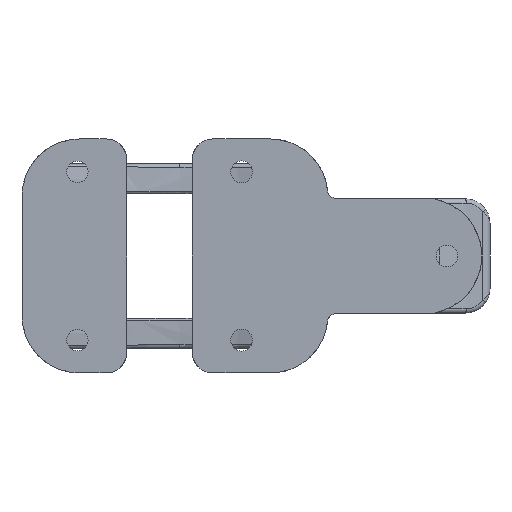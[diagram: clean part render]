
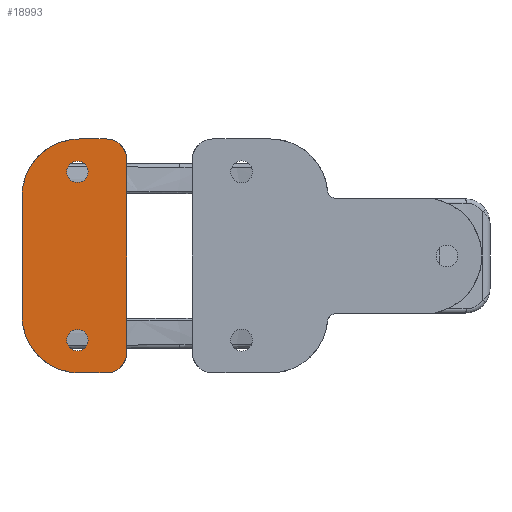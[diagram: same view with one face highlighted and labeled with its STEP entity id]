
A CAD part, front view. The second image highlights one B-rep face of the part: STEP entity #18993.
In plain terms, the highlighted planar face has unit normal (0, -1, 0).
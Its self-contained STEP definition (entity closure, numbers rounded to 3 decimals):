
#4581 = AXIS2_PLACEMENT_3D ( 'NONE', #5574, #5581, #5582 ) ;
#4588 = AXIS2_PLACEMENT_3D ( 'NONE', #5617, #5621, #5622 ) ;
#4591 = AXIS2_PLACEMENT_3D ( 'NONE', #5647, #5654, #5655 ) ;
#4617 = AXIS2_PLACEMENT_3D ( 'NONE', #5924, #5925, #5926 ) ;
#4625 = VECTOR ( 'NONE', #5897, 1000. ) ;
#4629 = VECTOR ( 'NONE', #5909, 1000. ) ;
#4630 = AXIS2_PLACEMENT_3D ( 'NONE', #5879, #5922, #5923 ) ;
#4634 = AXIS2_PLACEMENT_3D ( 'NONE', #5936, #5937, #5938 ) ;
#4635 = VECTOR ( 'NONE', #5921, 1000. ) ;
#4636 = AXIS2_PLACEMENT_3D ( 'NONE', #5933, #5934, #5935 ) ;
#4637 = AXIS2_PLACEMENT_3D ( 'NONE', #5927, #5931, #5932 ) ;
#4638 = VECTOR ( 'NONE', #5930, 1000. ) ;
#4896 = CIRCLE ( 'NONE', #4581, 2.6 ) ;
#4902 = CIRCLE ( 'NONE', #4588, 2.6 ) ;
#4907 = CIRCLE ( 'NONE', #4591, 2.6 ) ;
#4909 = CIRCLE ( 'NONE', #4630, 2.6 ) ;
#4910 = CIRCLE ( 'NONE', #4617, 5. ) ;
#4911 = CIRCLE ( 'NONE', #4637, 5. ) ;
#4912 = CIRCLE ( 'NONE', #4636, 14. ) ;
#4913 = CIRCLE ( 'NONE', #4634, 14. ) ;
#5574 = CARTESIAN_POINT ( 'NONE',  ( 0., 0., -20.5 ) ) ;
#5581 = DIRECTION ( 'NONE',  ( 0., 1., 0. ) ) ;
#5582 = DIRECTION ( 'NONE',  ( -1., 0., 0. ) ) ;
#5617 = CARTESIAN_POINT ( 'NONE',  ( 0., 0., 20.5 ) ) ;
#5621 = DIRECTION ( 'NONE',  ( 0., 1., 0. ) ) ;
#5622 = DIRECTION ( 'NONE',  ( -1., 0., 0. ) ) ;
#5647 = CARTESIAN_POINT ( 'NONE',  ( 0., 0., 20.5 ) ) ;
#5654 = DIRECTION ( 'NONE',  ( 0., 1., 0. ) ) ;
#5655 = DIRECTION ( 'NONE',  ( -1., 0., 0. ) ) ;
#5879 = CARTESIAN_POINT ( 'NONE',  ( 0., 0., -20.5 ) ) ;
#5895 = LINE ( 'NONE', #5896, #4625 ) ;
#5896 = CARTESIAN_POINT ( 'NONE',  ( -13.5, 0., 28.5 ) ) ;
#5897 = DIRECTION ( 'NONE',  ( 1., 0., 0. ) ) ;
#5907 = LINE ( 'NONE', #5908, #4629 ) ;
#5908 = CARTESIAN_POINT ( 'NONE',  ( -13.5, 0., -28.5 ) ) ;
#5909 = DIRECTION ( 'NONE',  ( 1., 0., 0. ) ) ;
#5919 = LINE ( 'NONE', #5920, #4635 ) ;
#5920 = CARTESIAN_POINT ( 'NONE',  ( -13.5, 0., 28.5 ) ) ;
#5921 = DIRECTION ( 'NONE',  ( 0., 0., -1. ) ) ;
#5922 = DIRECTION ( 'NONE',  ( 0., 1., 0. ) ) ;
#5923 = DIRECTION ( 'NONE',  ( -1., 0., 0. ) ) ;
#5924 = CARTESIAN_POINT ( 'NONE',  ( 7., 0., -23.5 ) ) ;
#5925 = DIRECTION ( 'NONE',  ( 0., -1., 0. ) ) ;
#5926 = DIRECTION ( 'NONE',  ( -1., 0., 0. ) ) ;
#5927 = CARTESIAN_POINT ( 'NONE',  ( 7., 0., 23.5 ) ) ;
#5928 = LINE ( 'NONE', #5929, #4638 ) ;
#5929 = CARTESIAN_POINT ( 'NONE',  ( 12., 0., 28.5 ) ) ;
#5930 = DIRECTION ( 'NONE',  ( 0., 0., -1. ) ) ;
#5931 = DIRECTION ( 'NONE',  ( 0., -1., 0. ) ) ;
#5932 = DIRECTION ( 'NONE',  ( -1., 0., 0. ) ) ;
#5933 = CARTESIAN_POINT ( 'NONE',  ( 0.5, 0., 14.5 ) ) ;
#5934 = DIRECTION ( 'NONE',  ( 0., -1., 0. ) ) ;
#5935 = DIRECTION ( 'NONE',  ( -1., 0., 0. ) ) ;
#5936 = CARTESIAN_POINT ( 'NONE',  ( 0.5, 0., -14.5 ) ) ;
#5937 = DIRECTION ( 'NONE',  ( 0., -1., 0. ) ) ;
#5938 = DIRECTION ( 'NONE',  ( -1., 0., 0. ) ) ;
#6787 = ORIENTED_EDGE ( 'NONE', *, *, #22549, .T. ) ;
#6788 = ORIENTED_EDGE ( 'NONE', *, *, #22606, .T. ) ;
#6789 = ORIENTED_EDGE ( 'NONE', *, *, #22538, .T. ) ;
#6790 = ORIENTED_EDGE ( 'NONE', *, *, #22611, .T. ) ;
#6791 = ORIENTED_EDGE ( 'NONE', *, *, #22613, .F. ) ;
#6792 = ORIENTED_EDGE ( 'NONE', *, *, #22526, .T. ) ;
#6793 = ORIENTED_EDGE ( 'NONE', *, *, #22612, .T. ) ;
#6794 = ORIENTED_EDGE ( 'NONE', *, *, #22614, .T. ) ;
#6795 = ORIENTED_EDGE ( 'NONE', *, *, #22602, .F. ) ;
#6796 = ORIENTED_EDGE ( 'NONE', *, *, #22615, .T. ) ;
#6797 = ORIENTED_EDGE ( 'NONE', *, *, #22610, .T. ) ;
#6798 = ORIENTED_EDGE ( 'NONE', *, *, #22616, .T. ) ;
#6895 = VERTEX_POINT ( 'NONE', #21391 ) ;
#6896 = VERTEX_POINT ( 'NONE', #21392 ) ;
#6899 = VERTEX_POINT ( 'NONE', #21395 ) ;
#6900 = VERTEX_POINT ( 'NONE', #21396 ) ;
#6901 = VERTEX_POINT ( 'NONE', #21397 ) ;
#6912 = VERTEX_POINT ( 'NONE', #21408 ) ;
#6913 = VERTEX_POINT ( 'NONE', #21409 ) ;
#6917 = VERTEX_POINT ( 'NONE', #21413 ) ;
#8424 = VERTEX_POINT ( 'NONE', #11632 ) ;
#8436 = VERTEX_POINT ( 'NONE', #11643 ) ;
#8501 = VERTEX_POINT ( 'NONE', #11708 ) ;
#8502 = VERTEX_POINT ( 'NONE', #11709 ) ;
#11632 = CARTESIAN_POINT ( 'NONE',  ( 0., 0., -17.9 ) ) ;
#11643 = CARTESIAN_POINT ( 'NONE',  ( 0., 0., -23.1 ) ) ;
#11708 = CARTESIAN_POINT ( 'NONE',  ( 0., 0., 23.1 ) ) ;
#11709 = CARTESIAN_POINT ( 'NONE',  ( 0., 0., 17.9 ) ) ;
#18993 = ADVANCED_FACE ( 'NONE', ( #20237, #20252, #20259 ), #23358, .F. ) ;
#20237 = FACE_BOUND ( 'NONE', #20819, .T. ) ;
#20252 = FACE_BOUND ( 'NONE', #20821, .T. ) ;
#20259 = FACE_OUTER_BOUND ( 'NONE', #20823, .T. ) ;
#20263 = AXIS2_PLACEMENT_3D ( 'NONE', #23359, #23360, #23361 ) ;
#20819 = EDGE_LOOP ( 'NONE', ( #6787, #6789 ) ) ;
#20821 = EDGE_LOOP ( 'NONE', ( #6790, #6792 ) ) ;
#20823 = EDGE_LOOP ( 'NONE', ( #6788, #6793, #6791, #6794, #6795, #6796, #6797, #6798 ) ) ;
#21391 = CARTESIAN_POINT ( 'NONE',  ( 12., 0., 23.5 ) ) ;
#21392 = CARTESIAN_POINT ( 'NONE',  ( -13.5, 0., -14.5 ) ) ;
#21395 = CARTESIAN_POINT ( 'NONE',  ( 0.5, 0., -28.5 ) ) ;
#21396 = CARTESIAN_POINT ( 'NONE',  ( 12., 0., -23.5 ) ) ;
#21397 = CARTESIAN_POINT ( 'NONE',  ( 0.5, 0., 28.5 ) ) ;
#21408 = CARTESIAN_POINT ( 'NONE',  ( 7., 0., 28.5 ) ) ;
#21409 = CARTESIAN_POINT ( 'NONE',  ( 7., 0., -28.5 ) ) ;
#21413 = CARTESIAN_POINT ( 'NONE',  ( -13.5, 0., 14.5 ) ) ;
#22526 = EDGE_CURVE ( 'NONE', #8436, #8424, #4896, .T. ) ;
#22538 = EDGE_CURVE ( 'NONE', #8502, #8501, #4902, .T. ) ;
#22549 = EDGE_CURVE ( 'NONE', #8501, #8502, #4907, .T. ) ;
#22602 = EDGE_CURVE ( 'NONE', #6901, #6912, #5895, .T. ) ;
#22606 = EDGE_CURVE ( 'NONE', #6899, #6913, #5907, .T. ) ;
#22610 = EDGE_CURVE ( 'NONE', #6917, #6896, #5919, .T. ) ;
#22611 = EDGE_CURVE ( 'NONE', #8424, #8436, #4909, .T. ) ;
#22612 = EDGE_CURVE ( 'NONE', #6913, #6900, #4910, .T. ) ;
#22613 = EDGE_CURVE ( 'NONE', #6895, #6900, #5928, .T. ) ;
#22614 = EDGE_CURVE ( 'NONE', #6895, #6912, #4911, .T. ) ;
#22615 = EDGE_CURVE ( 'NONE', #6901, #6917, #4912, .T. ) ;
#22616 = EDGE_CURVE ( 'NONE', #6896, #6899, #4913, .T. ) ;
#23358 = PLANE ( 'NONE',  #20263 ) ;
#23359 = CARTESIAN_POINT ( 'NONE',  ( -13.5, 0., 28.5 ) ) ;
#23360 = DIRECTION ( 'NONE',  ( 0., 1., 0. ) ) ;
#23361 = DIRECTION ( 'NONE',  ( -1., 0., 0. ) ) ;
